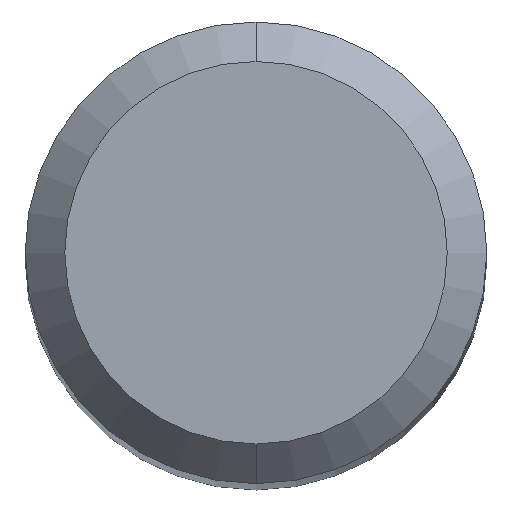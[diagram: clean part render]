
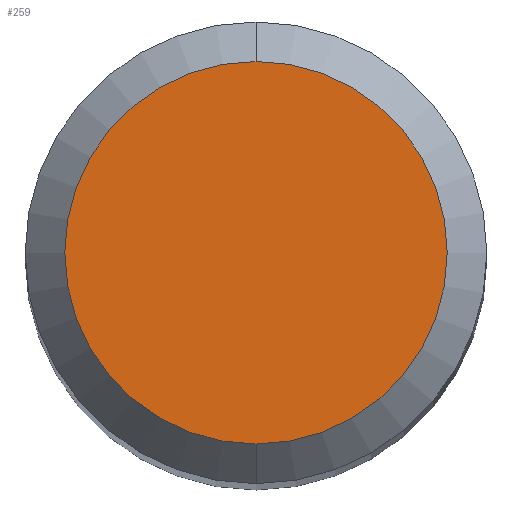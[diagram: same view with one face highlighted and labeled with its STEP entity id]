
A CAD part, top view. The second image highlights one B-rep face of the part: STEP entity #259.
In plain terms, the highlighted planar face has unit normal (0, 0, 1).
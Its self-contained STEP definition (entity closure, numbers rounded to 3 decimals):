
#197=EDGE_CURVE('',#245,#211,#419,.T.);
#205=EDGE_CURVE('',#211,#245,#427,.T.);
#211=VERTEX_POINT('',#433);
#245=VERTEX_POINT('',#471);
#259=ADVANCED_FACE('',(#490),#491,.T.);
#419=CIRCLE('',#679,1.45);
#427=CIRCLE('',#689,1.45);
#433=CARTESIAN_POINT('',(0.0,1.45,0.0));
#471=CARTESIAN_POINT('',(0.,-1.45,0.0));
#490=FACE_OUTER_BOUND('',#765,.T.);
#491=PLANE('',#766);
#679=AXIS2_PLACEMENT_3D('',#955,#956,#957);
#689=AXIS2_PLACEMENT_3D('',#961,#962,#963);
#765=EDGE_LOOP('',(#1053,#1054));
#766=AXIS2_PLACEMENT_3D('',#1055,#1056,#1057);
#955=CARTESIAN_POINT('',(0.0,0.0,0.0));
#956=DIRECTION('',(0.0,0.0,-1.0));
#957=DIRECTION('',(0.0,1.0,0.0));
#961=CARTESIAN_POINT('',(0.0,0.0,0.0));
#962=DIRECTION('',(0.0,0.0,-1.0));
#963=DIRECTION('',(0.0,1.0,0.0));
#1053=ORIENTED_EDGE('',*,*,#205,.F.);
#1054=ORIENTED_EDGE('',*,*,#197,.F.);
#1055=CARTESIAN_POINT('',(0.0,0.725,0.0));
#1056=DIRECTION('',(-0.0,0.0,1.0));
#1057=DIRECTION('',(0.0,-1.0,0.0));
